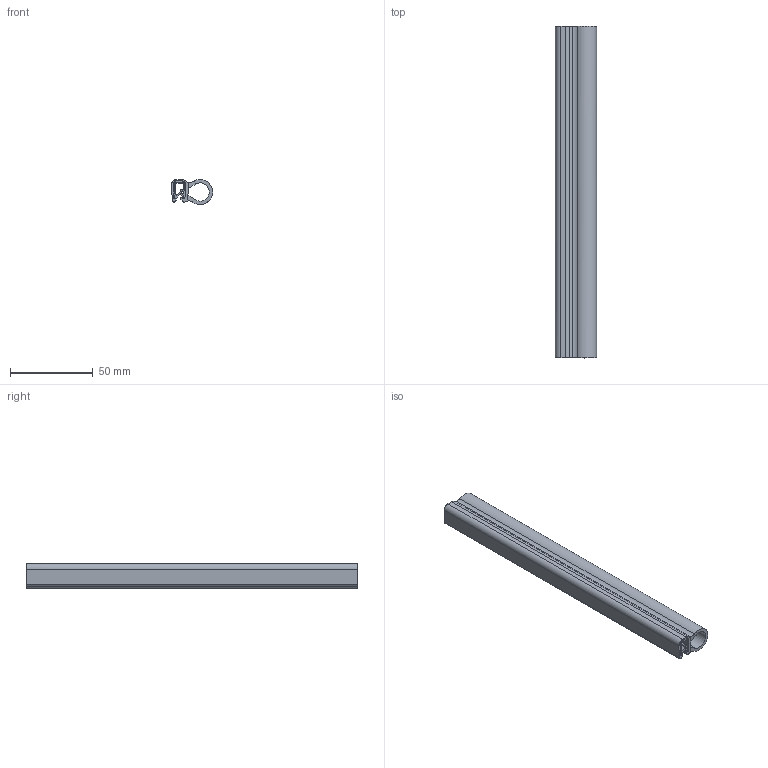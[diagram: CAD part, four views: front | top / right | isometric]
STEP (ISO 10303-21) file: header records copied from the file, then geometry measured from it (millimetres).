
FILE_DESCRIPTION((''),'2;1');
FILE_NAME('','2011-05-26T16:05:25',(''),(''),'','CADfix','');
FILE_SCHEMA(('AUTOMOTIVE_DESIGN { 1 0 10303 214 1 1 1 1 }'));
Length unit declared in the file: millimetre
Bounding box: 24.75 x 200 x 15 mm (x, y, z)
Volume: 32232.6 mm3; surface area: 53416.1 mm2
Topology: 3 solids, 3 shells, 73 faces, 201 edges, 134 vertices
Faces by surface type: bspline 73
Entity records: 2605 total; most frequent: CARTESIAN_POINT 1379, ORIENTED_EDGE 402, EDGE_CURVE 201, VERTEX_POINT 134, QUASI_UNIFORM_CURVE 133, EDGE_LOOP 75, FACE_OUTER_BOUND 73, ADVANCED_FACE 73
